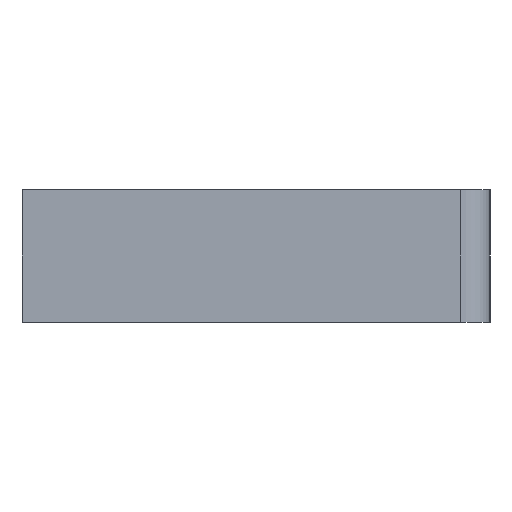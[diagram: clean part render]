
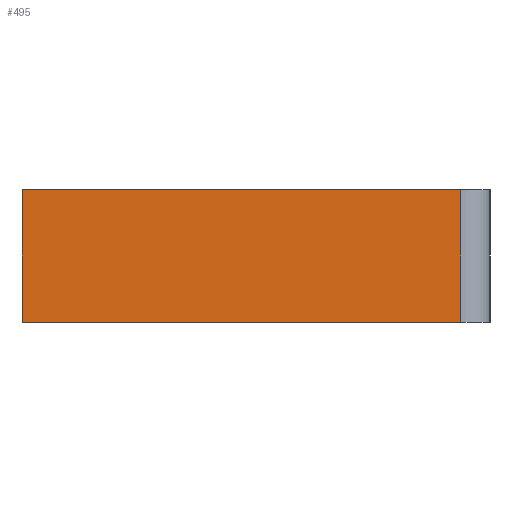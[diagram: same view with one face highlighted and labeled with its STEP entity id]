
A CAD part, left-side view. The second image highlights one B-rep face of the part: STEP entity #495.
In plain terms, the highlighted planar face has unit normal (-1, 0, 0).
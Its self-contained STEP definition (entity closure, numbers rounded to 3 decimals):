
#3 = CARTESIAN_POINT ( 'NONE',  ( -158.5, 51.5, 15. ) ) ;
#10 = CARTESIAN_POINT ( 'NONE',  ( -158.5, 1.8, 0. ) ) ;
#27 = CARTESIAN_POINT ( 'NONE',  ( -158.5, 50., 0. ) ) ;
#28 = DIRECTION ( 'NONE',  ( 0., 1., 0. ) ) ;
#49 = CARTESIAN_POINT ( 'NONE',  ( -158.5, 1.8, 15. ) ) ;
#51 = DIRECTION ( 'NONE',  ( 0., 0., -1. ) ) ;
#64 = CARTESIAN_POINT ( 'NONE',  ( -158.5, 50., 15. ) ) ;
#67 = PLANE ( 'NONE',  #396 ) ;
#92 = VECTOR ( 'NONE', #365, 1000. ) ;
#95 = LINE ( 'NONE', #363, #92 ) ;
#210 = FACE_OUTER_BOUND ( 'NONE', #250, .T. ) ;
#250 = EDGE_LOOP ( 'NONE', ( #341, #669, #644, #692 ) ) ;
#305 = VERTEX_POINT ( 'NONE', #910 ) ;
#309 = VERTEX_POINT ( 'NONE', #3 ) ;
#316 = VERTEX_POINT ( 'NONE', #10 ) ;
#341 = ORIENTED_EDGE ( 'NONE', *, *, #1045, .F. ) ;
#363 = CARTESIAN_POINT ( 'NONE',  ( -158.5, 51.5, 15. ) ) ;
#365 = DIRECTION ( 'NONE',  ( 0., 0., -1. ) ) ;
#396 = AXIS2_PLACEMENT_3D ( 'NONE', #64, #1135, #1105 ) ;
#473 = VERTEX_POINT ( 'NONE', #1130 ) ;
#495 = ADVANCED_FACE ( 'NONE', ( #210 ), #67, .F. ) ;
#644 = ORIENTED_EDGE ( 'NONE', *, *, #1039, .T. ) ;
#669 = ORIENTED_EDGE ( 'NONE', *, *, #1052, .F. ) ;
#692 = ORIENTED_EDGE ( 'NONE', *, *, #1021, .T. ) ;
#872 = CARTESIAN_POINT ( 'NONE',  ( -158.5, 50., 15. ) ) ;
#873 = DIRECTION ( 'NONE',  ( 0., 1., 0. ) ) ;
#910 = CARTESIAN_POINT ( 'NONE',  ( -158.5, 1.8, 15. ) ) ;
#936 = LINE ( 'NONE', #27, #938 ) ;
#938 = VECTOR ( 'NONE', #28, 1000. ) ;
#952 = VECTOR ( 'NONE', #873, 1000. ) ;
#954 = VECTOR ( 'NONE', #51, 1000. ) ;
#967 = LINE ( 'NONE', #872, #952 ) ;
#972 = LINE ( 'NONE', #49, #954 ) ;
#1021 = EDGE_CURVE ( 'NONE', #309, #473, #95, .T. ) ;
#1039 = EDGE_CURVE ( 'NONE', #305, #309, #967, .T. ) ;
#1045 = EDGE_CURVE ( 'NONE', #316, #473, #936, .T. ) ;
#1052 = EDGE_CURVE ( 'NONE', #305, #316, #972, .T. ) ;
#1105 = DIRECTION ( 'NONE',  ( 0., -1., 0. ) ) ;
#1130 = CARTESIAN_POINT ( 'NONE',  ( -158.5, 51.5, 0. ) ) ;
#1135 = DIRECTION ( 'NONE',  ( 1., 0., 0. ) ) ;
